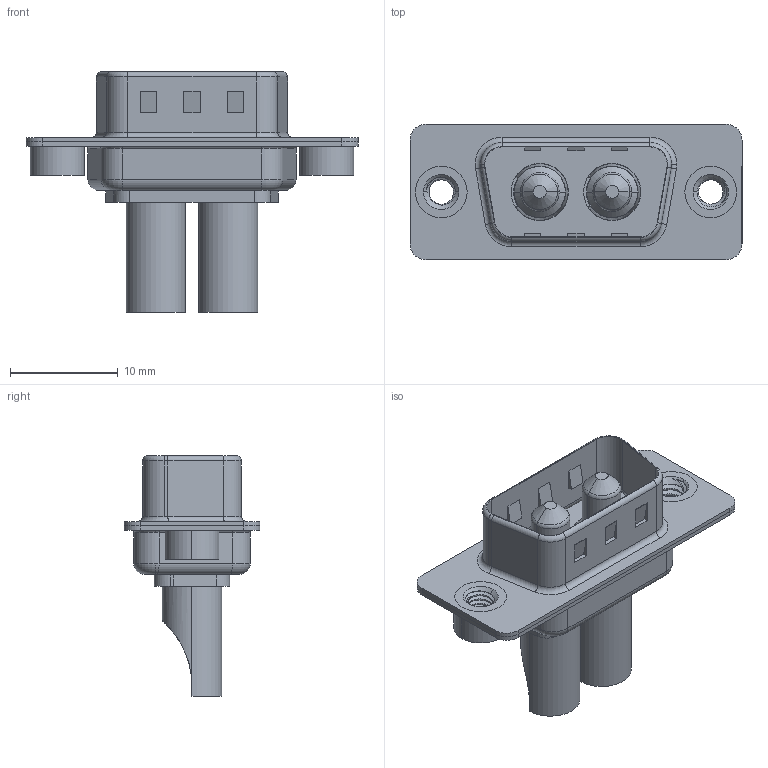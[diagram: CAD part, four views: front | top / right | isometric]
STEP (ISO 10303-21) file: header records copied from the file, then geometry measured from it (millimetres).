
FILE_DESCRIPTION (( 'STEP AP203' ), '1' );
FILE_NAME ('627-2W2-622-4NA.STEP', '2019-05-23T21:19:01', ( '' ), ( '' ), 'SwSTEP 2.0', 'SolidWorks 2016', '' );
FILE_SCHEMA (( 'CONFIG_CONTROL_DESIGN' ));
Length unit declared in the file: millimetre
Products named in the file (7): 627Combo Shell Rear_09 Contacts; 627Combo Shell Front_09 Contacts; 627Combo Threaded Rivet_A; Power Pin_40A SC; 627Combo Threaded Rivet_2; 627-2W2-622-4NA; 627Combo Housing_2W2
Assembly tree (7 placements, depth 2):
  627-2W2-622-4NA
    627Combo Housing_2W2
    627Combo Shell Rear_09 Contacts
    627Combo Shell Front_09 Contacts
    627Combo Threaded Rivet_A
    Power Pin_40A SC  x2
    627Combo Threaded Rivet_2
Bounding box: 30.8 x 12.6 x 22.3 mm (x, y, z)
Volume: 1532.8 mm3; surface area: 3870.3 mm2
Topology: 9 solids, 9 shells, 389 faces, 946 edges, 586 vertices
Faces by surface type: cylinder 170, plane 131, torus 54, cone 24, bspline 10
Entity records: 14350 total; most frequent: CARTESIAN_POINT 5216, DIRECTION 1830, ORIENTED_EDGE 1716, EDGE_CURVE 858, AXIS2_PLACEMENT_3D 706, VERTEX_POINT 537, LINE 418, VECTOR 418
